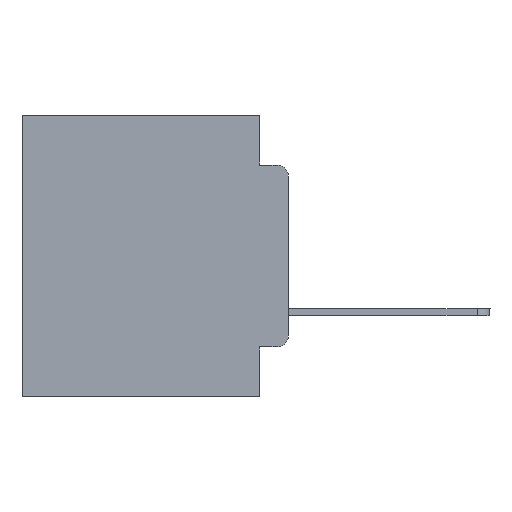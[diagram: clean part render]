
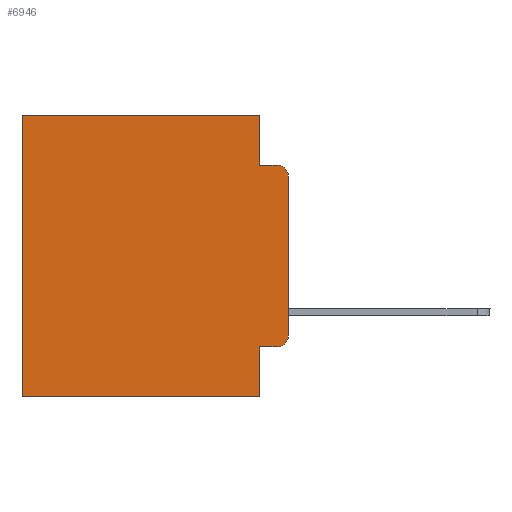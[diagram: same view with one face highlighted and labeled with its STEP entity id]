
A CAD part, left-side view. The second image highlights one B-rep face of the part: STEP entity #6946.
In plain terms, the highlighted planar face has unit normal (-1, 0, 0).
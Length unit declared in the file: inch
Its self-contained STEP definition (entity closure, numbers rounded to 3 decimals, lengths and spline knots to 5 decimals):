
#510 = DIRECTION ( 'NONE',  ( 0., 0., -1. ) ) ;
#770 = CARTESIAN_POINT ( 'NONE',  ( 0.298, 0.051, 0. ) ) ;
#826 = VERTEX_POINT ( 'NONE', #17028 ) ;
#1040 = LINE ( 'NONE', #770, #22132 ) ;
#1516 = CARTESIAN_POINT ( 'NONE',  ( 0.298, 0.051, -0.0885 ) ) ;
#1891 = EDGE_CURVE ( 'NONE', #2967, #23275, #3314, .T. ) ;
#1932 = CARTESIAN_POINT ( 'NONE',  ( 0.298, 0.473, 0. ) ) ;
#2129 = DIRECTION ( 'NONE',  ( -1., 0., 0. ) ) ;
#2967 = VERTEX_POINT ( 'NONE', #10021 ) ;
#2998 = DIRECTION ( 'NONE',  ( 0., 0., -1. ) ) ;
#3302 = EDGE_CURVE ( 'NONE', #11647, #826, #25465, .T. ) ;
#3314 = LINE ( 'NONE', #14010, #4724 ) ;
#3672 = VECTOR ( 'NONE', #2998, 39.37008 ) ;
#3871 = VECTOR ( 'NONE', #23130, 39.37008 ) ;
#3934 = DIRECTION ( 'NONE',  ( 0., 1., 0. ) ) ;
#4228 = VERTEX_POINT ( 'NONE', #10323 ) ;
#4527 = FACE_OUTER_BOUND ( 'NONE', #21279, .T. ) ;
#4724 = VECTOR ( 'NONE', #3934, 39.37008 ) ;
#4732 = DIRECTION ( 'NONE',  ( 0., 0., -1. ) ) ;
#4932 = DIRECTION ( 'NONE',  ( 1., 0., 0. ) ) ;
#5279 = ORIENTED_EDGE ( 'NONE', *, *, #15288, .F. ) ;
#5425 = CARTESIAN_POINT ( 'NONE',  ( 0.298, 0.473, 0. ) ) ;
#5441 = EDGE_CURVE ( 'NONE', #6480, #4228, #15223, .T. ) ;
#5483 = CIRCLE ( 'NONE', #23611, 0.02 ) ;
#5709 = AXIS2_PLACEMENT_3D ( 'NONE', #8659, #4932, #20936 ) ;
#5830 = EDGE_CURVE ( 'NONE', #24990, #13705, #7498, .T. ) ;
#5948 = CARTESIAN_POINT ( 'NONE',  ( 0.298, 0., -0.3915 ) ) ;
#6480 = VERTEX_POINT ( 'NONE', #1516 ) ;
#6946 = ADVANCED_FACE ( 'NONE', ( #4527 ), #21204, .F. ) ;
#7344 = ORIENTED_EDGE ( 'NONE', *, *, #3302, .T. ) ;
#7383 = CARTESIAN_POINT ( 'NONE',  ( 0.298, 0., 0. ) ) ;
#7409 = LINE ( 'NONE', #5425, #3871 ) ;
#7498 = LINE ( 'NONE', #7383, #11490 ) ;
#7733 = CARTESIAN_POINT ( 'NONE',  ( 0.298, 0.051, -0.4115 ) ) ;
#7779 = ORIENTED_EDGE ( 'NONE', *, *, #5830, .F. ) ;
#8283 = ORIENTED_EDGE ( 'NONE', *, *, #10742, .T. ) ;
#8659 = CARTESIAN_POINT ( 'NONE',  ( 0.298, 0., 0. ) ) ;
#8713 = DIRECTION ( 'NONE',  ( -1., 0., 0. ) ) ;
#8849 = CARTESIAN_POINT ( 'NONE',  ( 0.298, 0.02, -0.1085 ) ) ;
#9686 = VECTOR ( 'NONE', #20581, 39.37008 ) ;
#10021 = CARTESIAN_POINT ( 'NONE',  ( 0.298, 0.051, -0.5 ) ) ;
#10238 = DIRECTION ( 'NONE',  ( 0., 0., -1. ) ) ;
#10323 = CARTESIAN_POINT ( 'NONE',  ( 0.298, 0.02, -0.0885 ) ) ;
#10692 = ORIENTED_EDGE ( 'NONE', *, *, #24480, .T. ) ;
#10742 = EDGE_CURVE ( 'NONE', #11633, #11279, #12528, .T. ) ;
#11279 = VERTEX_POINT ( 'NONE', #1932 ) ;
#11490 = VECTOR ( 'NONE', #25231, 39.37008 ) ;
#11633 = VERTEX_POINT ( 'NONE', #17266 ) ;
#11647 = VERTEX_POINT ( 'NONE', #15283 ) ;
#12528 = LINE ( 'NONE', #18741, #9686 ) ;
#13550 = EDGE_CURVE ( 'NONE', #11279, #23275, #7409, .T. ) ;
#13653 = VECTOR ( 'NONE', #19312, 39.37008 ) ;
#13705 = VERTEX_POINT ( 'NONE', #5948 ) ;
#14010 = CARTESIAN_POINT ( 'NONE',  ( 0.298, 0., -0.5 ) ) ;
#14451 = ORIENTED_EDGE ( 'NONE', *, *, #5441, .F. ) ;
#15161 = CARTESIAN_POINT ( 'NONE',  ( 0.298, 0., -0.1085 ) ) ;
#15184 = CARTESIAN_POINT ( 'NONE',  ( 0.298, 0.051, 0. ) ) ;
#15223 = LINE ( 'NONE', #21300, #13653 ) ;
#15283 = CARTESIAN_POINT ( 'NONE',  ( 0.298, 0.051, -0.4115 ) ) ;
#15288 = EDGE_CURVE ( 'NONE', #11647, #2967, #1040, .T. ) ;
#16517 = CARTESIAN_POINT ( 'NONE',  ( 0.298, 0.473, -0.5 ) ) ;
#16982 = VECTOR ( 'NONE', #23447, 39.37008 ) ;
#17028 = CARTESIAN_POINT ( 'NONE',  ( 0.298, 0.02, -0.4115 ) ) ;
#17266 = CARTESIAN_POINT ( 'NONE',  ( 0.298, 0.051, 0. ) ) ;
#17671 = AXIS2_PLACEMENT_3D ( 'NONE', #8849, #8713, #510 ) ;
#18741 = CARTESIAN_POINT ( 'NONE',  ( 0.298, 0., 0. ) ) ;
#19156 = LINE ( 'NONE', #15184, #3672 ) ;
#19312 = DIRECTION ( 'NONE',  ( 0., -1., 0. ) ) ;
#20124 = CARTESIAN_POINT ( 'NONE',  ( 0.298, 0.02, -0.3915 ) ) ;
#20279 = EDGE_CURVE ( 'NONE', #11633, #6480, #19156, .T. ) ;
#20581 = DIRECTION ( 'NONE',  ( 0., 1., 0. ) ) ;
#20936 = DIRECTION ( 'NONE',  ( 0., 0., -1. ) ) ;
#21204 = PLANE ( 'NONE',  #5709 ) ;
#21279 = EDGE_LOOP ( 'NONE', ( #7779, #24545, #14451, #23163, #8283, #22396, #23523, #5279, #7344, #10692 ) ) ;
#21300 = CARTESIAN_POINT ( 'NONE',  ( 0.298, 0.051, -0.0885 ) ) ;
#21474 = EDGE_CURVE ( 'NONE', #24990, #4228, #24838, .T. ) ;
#22132 = VECTOR ( 'NONE', #4732, 39.37008 ) ;
#22396 = ORIENTED_EDGE ( 'NONE', *, *, #13550, .T. ) ;
#23130 = DIRECTION ( 'NONE',  ( 0., 0., -1. ) ) ;
#23163 = ORIENTED_EDGE ( 'NONE', *, *, #20279, .F. ) ;
#23275 = VERTEX_POINT ( 'NONE', #16517 ) ;
#23447 = DIRECTION ( 'NONE',  ( 0., -1., 0. ) ) ;
#23523 = ORIENTED_EDGE ( 'NONE', *, *, #1891, .F. ) ;
#23611 = AXIS2_PLACEMENT_3D ( 'NONE', #20124, #2129, #10238 ) ;
#24480 = EDGE_CURVE ( 'NONE', #826, #13705, #5483, .T. ) ;
#24545 = ORIENTED_EDGE ( 'NONE', *, *, #21474, .T. ) ;
#24838 = CIRCLE ( 'NONE', #17671, 0.02 ) ;
#24990 = VERTEX_POINT ( 'NONE', #15161 ) ;
#25231 = DIRECTION ( 'NONE',  ( 0., 0., -1. ) ) ;
#25465 = LINE ( 'NONE', #7733, #16982 ) ;
